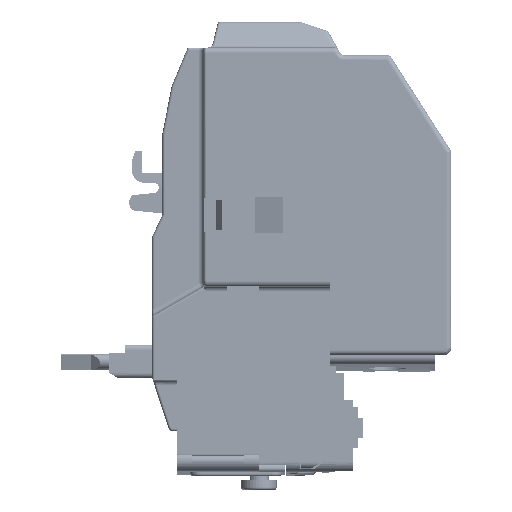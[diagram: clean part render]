
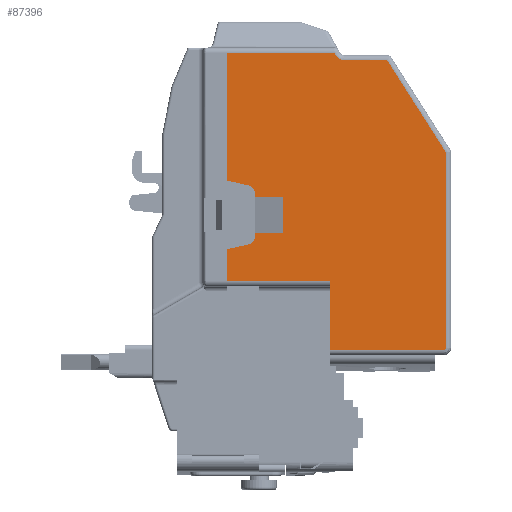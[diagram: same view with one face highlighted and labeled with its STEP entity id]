
A CAD part, left-side view. The second image highlights one B-rep face of the part: STEP entity #87396.
In plain terms, the highlighted planar face has unit normal (-1, 0, 0).
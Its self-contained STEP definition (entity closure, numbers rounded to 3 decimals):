
#66394=DIRECTION('',(0.,0.,1.));
#66395=VECTOR('',#66394,25.05);
#66396=CARTESIAN_POINT('',(-27.,44.,6.75));
#66397=LINE('',#66396,#66395);
#67055=DIRECTION('',(0.,0.,1.));
#67056=VECTOR('',#67055,6.25);
#67057=CARTESIAN_POINT('',(-27.,44.,-13.));
#67058=LINE('',#67057,#67056);
#68087=DIRECTION('',(0.,0.,1.));
#68088=VECTOR('',#68087,13.5);
#68089=CARTESIAN_POINT('',(-27.,23.8,-26.5));
#68090=LINE('',#68089,#68088);
#68101=DIRECTION('',(0.,1.,0.));
#68102=VECTOR('',#68101,20.2);
#68103=CARTESIAN_POINT('',(-27.,23.8,-13.));
#68104=LINE('',#68103,#68102);
#68109=DIRECTION('',(0.,0.975,-0.222));
#68110=VECTOR('',#68109,4.443);
#68111=CARTESIAN_POINT('',(-27.,39.668,-5.765));
#68112=LINE('',#68111,#68110);
#68113=CARTESIAN_POINT('',(-27.,40.,-4.303));
#68114=DIRECTION('',(1.,0.,0.));
#68115=DIRECTION('',(0.,-1.,0.));
#68116=AXIS2_PLACEMENT_3D('',#68113,#68114,#68115);
#68118=CARTESIAN_POINT('',(-27.,40.,4.303));
#68119=DIRECTION('',(1.,0.,0.));
#68120=DIRECTION('',(0.,-0.222,0.975));
#68121=AXIS2_PLACEMENT_3D('',#68118,#68119,#68120);
#68123=DIRECTION('',(0.,-0.975,
-0.222));
#68124=VECTOR('',#68123,4.443);
#68125=CARTESIAN_POINT('',(-27.,44.,6.75));
#68126=LINE('',#68125,#68124);
#68127=DIRECTION('',(0.,0.484,0.875));
#68128=VECTOR('',#68127,0.535);
#68129=CARTESIAN_POINT('',(-27.,22.66,31.332));
#68130=LINE('',#68129,#68128);
#68131=CARTESIAN_POINT('',(-27.,20.91,32.3));
#68132=DIRECTION('',(1.,0.,0.));
#68133=DIRECTION('',(0.,0.,-1.));
#68134=AXIS2_PLACEMENT_3D('',#68131,#68132,#68133);
#68136=DIRECTION('',(0.,0.538,0.843));
#68137=VECTOR('',#68136,21.463);
#68138=CARTESIAN_POINT('',(-27.,1.,12.208));
#68139=LINE('',#68138,#68137);
#68140=CARTESIAN_POINT('',(-27.,1.5,-26.));
#68141=DIRECTION('',(-1.,0.,0.));
#68142=DIRECTION('',(0.,0.,-1.));
#68143=AXIS2_PLACEMENT_3D('',#68140,#68141,#68142);
#68161=DIRECTION('',(0.,0.,1.));
#68162=VECTOR('',#68161,0.803);
#68163=CARTESIAN_POINT('',(-27.,38.5,-4.303));
#68164=LINE('',#68163,#68162);
#68173=DIRECTION('',(0.,-1.,0.));
#68174=VECTOR('',#68173,5.5);
#68175=CARTESIAN_POINT('',(-27.,38.5,-3.5));
#68176=LINE('',#68175,#68174);
#68181=DIRECTION('',(0.,0.,1.));
#68182=VECTOR('',#68181,7.);
#68183=CARTESIAN_POINT('',(-27.,33.,-3.5));
#68184=LINE('',#68183,#68182);
#68193=DIRECTION('',(0.,1.,0.));
#68194=VECTOR('',#68193,5.5);
#68195=CARTESIAN_POINT('',(-27.,33.,3.5));
#68196=LINE('',#68195,#68194);
#68201=DIRECTION('',(0.,0.,1.));
#68202=VECTOR('',#68201,0.803);
#68203=CARTESIAN_POINT('',(-27.,38.5,3.5));
#68204=LINE('',#68203,#68202);
#68217=DIRECTION('',(0.,-1.,0.));
#68218=VECTOR('',#68217,21.081);
#68219=CARTESIAN_POINT('',(-27.,44.,31.8));
#68220=LINE('',#68219,#68218);
#71256=DIRECTION('',(0.,0.,-1.));
#71257=VECTOR('',#71256,38.208);
#71258=CARTESIAN_POINT('',(-27.,1.,12.208));
#71259=LINE('',#71258,#71257);
#77235=DIRECTION('',(0.,1.,0.));
#77236=VECTOR('',#77235,22.3);
#77237=CARTESIAN_POINT('',(-27.,1.5,-26.5));
#77238=LINE('',#77237,#77236);
#77250=DIRECTION('',(0.,-1.,0.));
#77251=VECTOR('',#77250,8.362);
#77252=CARTESIAN_POINT('',(-27.,20.91,30.3));
#77253=LINE('',#77252,#77251);
#83530=CARTESIAN_POINT('',(-27.,38.5,3.5));
#83531=CARTESIAN_POINT('',(-27.,38.5,4.303));
#83532=VERTEX_POINT('',#83530);
#83533=VERTEX_POINT('',#83531);
#83542=CARTESIAN_POINT('',(-27.,38.5,-3.5));
#83543=VERTEX_POINT('',#83542);
#83544=CARTESIAN_POINT('',(-27.,38.5,-4.303));
#83545=VERTEX_POINT('',#83544);
#84247=CARTESIAN_POINT('',(-27.,20.91,30.3));
#84248=VERTEX_POINT('',#84247);
#84251=CARTESIAN_POINT('',(-27.,12.548,30.3));
#84252=VERTEX_POINT('',#84251);
#84254=CARTESIAN_POINT('',(-27.,22.919,31.8));
#84255=VERTEX_POINT('',#84254);
#84256=CARTESIAN_POINT('',(-27.,44.,31.8));
#84257=VERTEX_POINT('',#84256);
#84258=CARTESIAN_POINT('',(-27.,44.,6.75));
#84259=VERTEX_POINT('',#84258);
#84260=CARTESIAN_POINT('',(-27.,39.668,5.765));
#84261=VERTEX_POINT('',#84260);
#84262=CARTESIAN_POINT('',(-27.,33.,3.5));
#84263=VERTEX_POINT('',#84262);
#84264=CARTESIAN_POINT('',(-27.,33.,-3.5));
#84265=VERTEX_POINT('',#84264);
#84266=CARTESIAN_POINT('',(-27.,39.668,-5.765));
#84267=VERTEX_POINT('',#84266);
#84268=CARTESIAN_POINT('',(-27.,44.,-6.75));
#84269=VERTEX_POINT('',#84268);
#84271=CARTESIAN_POINT('',(-27.,44.,-13.));
#84273=VERTEX_POINT('',#84271);
#84280=CARTESIAN_POINT('',(-27.,23.8,-26.5));
#84281=VERTEX_POINT('',#84280);
#84282=CARTESIAN_POINT('',(-27.,23.8,-13.));
#84283=VERTEX_POINT('',#84282);
#84284=CARTESIAN_POINT('',(-27.,1.5,-26.5));
#84286=VERTEX_POINT('',#84284);
#84456=CARTESIAN_POINT('',(-27.,1.,-26.));
#84458=VERTEX_POINT('',#84456);
#84461=CARTESIAN_POINT('',(-27.,1.,12.208));
#84462=VERTEX_POINT('',#84461);
#84463=CARTESIAN_POINT('',(-27.,22.66,31.332));
#84464=VERTEX_POINT('',#84463);
#87351=CARTESIAN_POINT('',(-27.,0.14,-30.216));
#87352=DIRECTION('',(-1.,0.,0.));
#87353=DIRECTION('',(0.,0.,1.));
#87354=AXIS2_PLACEMENT_3D('',#87351,#87352,#87353);
#87355=PLANE('',#87354);
#87356=ORIENTED_EDGE('',*,*,#85946,.T.);
#87358=ORIENTED_EDGE('',*,*,#87357,.F.);
#87360=ORIENTED_EDGE('',*,*,#87359,.F.);
#87362=ORIENTED_EDGE('',*,*,#87361,.T.);
#87364=ORIENTED_EDGE('',*,*,#87363,.T.);
#87366=ORIENTED_EDGE('',*,*,#87365,.T.);
#87368=ORIENTED_EDGE('',*,*,#87367,.T.);
#87370=ORIENTED_EDGE('',*,*,#87369,.T.);
#87372=ORIENTED_EDGE('',*,*,#87371,.F.);
#87374=ORIENTED_EDGE('',*,*,#87373,.F.);
#87375=ORIENTED_EDGE('',*,*,#84961,.T.);
#87377=ORIENTED_EDGE('',*,*,#87376,.T.);
#87379=ORIENTED_EDGE('',*,*,#87378,.F.);
#87381=ORIENTED_EDGE('',*,*,#87380,.F.);
#87383=ORIENTED_EDGE('',*,*,#87382,.T.);
#87385=ORIENTED_EDGE('',*,*,#87384,.F.);
#87387=ORIENTED_EDGE('',*,*,#87386,.T.);
#87389=ORIENTED_EDGE('',*,*,#87388,.F.);
#87391=ORIENTED_EDGE('',*,*,#87390,.T.);
#87392=ORIENTED_EDGE('',*,*,#87327,.T.);
#87393=ORIENTED_EDGE('',*,*,#87344,.T.);
#87394=EDGE_LOOP('',(#87356,#87358,#87360,#87362,#87364,#87366,#87368,#87370,
#87372,#87374,#87375,#87377,#87379,#87381,#87383,#87385,#87387,#87389,#87391,
#87392,#87393));
#87395=FACE_OUTER_BOUND('',#87394,.F.);
#87396=ADVANCED_FACE('',(#87395),#87355,.T.);
#68117=CIRCLE('',#68116,1.5);
#68122=CIRCLE('',#68121,1.5);
#68135=CIRCLE('',#68134,2.);
#68144=CIRCLE('',#68143,0.5);
#84961=EDGE_CURVE('',#84259,#84257,#66397,.T.);
#85946=EDGE_CURVE('',#84273,#84269,#67058,.T.);
#87327=EDGE_CURVE('',#84281,#84283,#68090,.T.);
#87344=EDGE_CURVE('',#84283,#84273,#68104,.T.);
#87357=EDGE_CURVE('',#84267,#84269,#68112,.T.);
#87359=EDGE_CURVE('',#83545,#84267,#68117,.T.);
#87361=EDGE_CURVE('',#83545,#83543,#68164,.T.);
#87363=EDGE_CURVE('',#83543,#84265,#68176,.T.);
#87365=EDGE_CURVE('',#84265,#84263,#68184,.T.);
#87367=EDGE_CURVE('',#84263,#83532,#68196,.T.);
#87369=EDGE_CURVE('',#83532,#83533,#68204,.T.);
#87371=EDGE_CURVE('',#84261,#83533,#68122,.T.);
#87373=EDGE_CURVE('',#84259,#84261,#68126,.T.);
#87376=EDGE_CURVE('',#84257,#84255,#68220,.T.);
#87378=EDGE_CURVE('',#84464,#84255,#68130,.T.);
#87380=EDGE_CURVE('',#84248,#84464,#68135,.T.);
#87382=EDGE_CURVE('',#84248,#84252,#77253,.T.);
#87384=EDGE_CURVE('',#84462,#84252,#68139,.T.);
#87386=EDGE_CURVE('',#84462,#84458,#71259,.T.);
#87388=EDGE_CURVE('',#84286,#84458,#68144,.T.);
#87390=EDGE_CURVE('',#84286,#84281,#77238,.T.);
